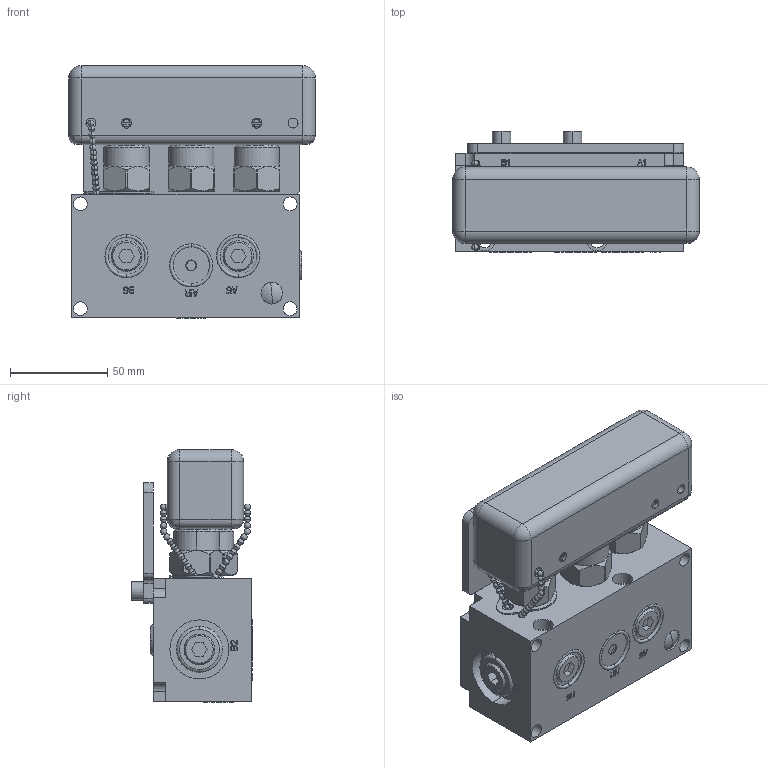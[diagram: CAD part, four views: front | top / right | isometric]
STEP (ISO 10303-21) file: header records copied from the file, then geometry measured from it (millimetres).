
FILE_DESCRIPTION((''),'2;1');
FILE_NAME('ILC56000544','2021-01-13T',('Asawyer'),(''),'PRO/ENGINEER BY PARAMETRIC TECHNOLOGY CORPORATION, 2013320','PRO/ENGINEER BY PARAMETRIC TECHNOLOGY CORPORATION, 2013320','');
FILE_SCHEMA(('CONFIG_CONTROL_DESIGN'));
Length unit declared in the file: inch
Products named in the file (3): ILC56000544_PD; ILC56000530_COVER; ILC56000544
Assembly tree (2 placements, depth 2):
  ILC56000544
    ILC56000544_PD
    ILC56000530_COVER
Bounding box: 127 x 62.36 x 130.1 mm (x, y, z)
Volume: 421482.2 mm3; surface area: 104434.7 mm2
Topology: 6 solids, 48 shells, 1573 faces, 4012 edges, 2488 vertices
Faces by surface type: plane 952, cone 214, cylinder 207, sphere 136, torus 60, bspline 4
Entity records: 48089 total; most frequent: CARTESIAN_POINT 10404, DIRECTION 7847, ORIENTED_EDGE 7656, EDGE_CURVE 3840, VECTOR 2749, LINE 2749, AXIS2_PLACEMENT_3D 2549, VERTEX_POINT 2488
